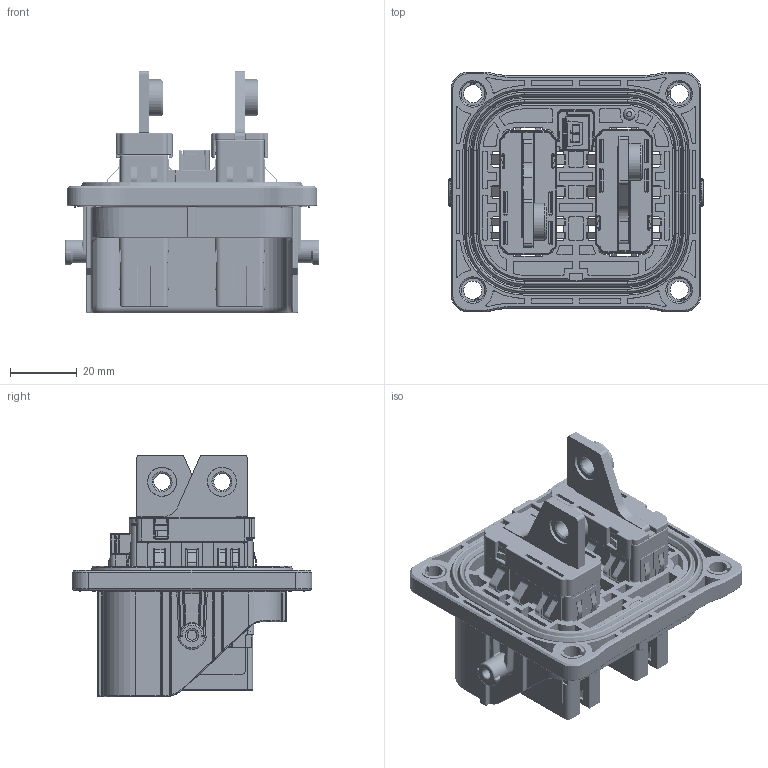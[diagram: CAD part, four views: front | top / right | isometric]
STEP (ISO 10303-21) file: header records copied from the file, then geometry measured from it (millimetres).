
FILE_DESCRIPTION (( 'STEP AP203' ), '1' );
FILE_NAME ('YGEV6-S2RA 脣釱(諦誧杅耀).STEP', '2023-10-30T09:33:45', ( '' ), ( '' ), 'SwSTEP 2.0', 'SolidWorks 2018', '' );
FILE_SCHEMA (( 'CONFIG_CONTROL_DESIGN' ));
Products named in the file (1): YGEV6-S2RA 脣釱(諦誧杅耀)
Bounding box: 76.4 x 72 x 72.6 mm (x, y, z)
Volume: 84841.8 mm3; surface area: 72743.2 mm2
Topology: 14 solids, 14 shells, 7010 faces, 18138 edges, 11132 vertices
Faces by surface type: plane 3716, cylinder 2351, bspline 402, torus 308, sphere 121, cone 112
Full cylindrical faces by diameter (mm): 3 x2, 3.5 x1, 5 x2, 6 x3, 7 x6, 7.699 x2, 8.72 x2, 8.75 x2, 11.05 x2
Entity records: 226361 total; most frequent: CARTESIAN_POINT 57973, ORIENTED_EDGE 35910, DIRECTION 34131, EDGE_CURVE 17955, LINE 11625, VECTOR 11625, AXIS2_PLACEMENT_3D 11253, VERTEX_POINT 11123
